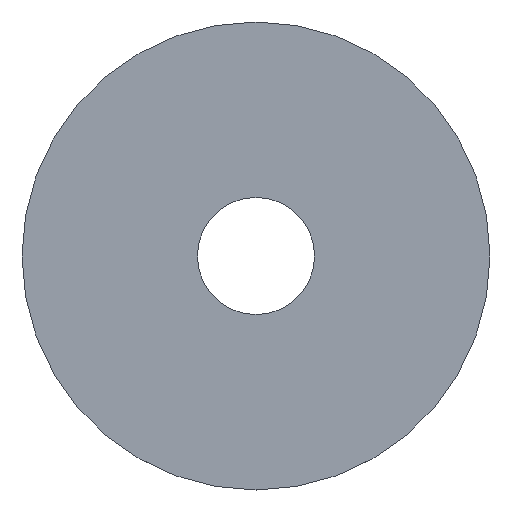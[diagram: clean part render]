
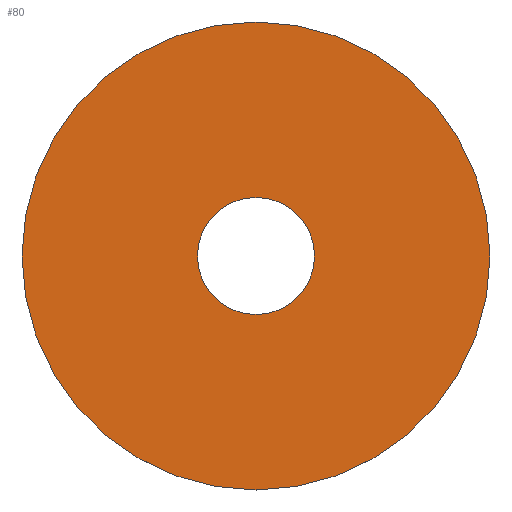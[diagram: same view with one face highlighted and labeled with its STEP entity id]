
A CAD part, top view. The second image highlights one B-rep face of the part: STEP entity #80.
In plain terms, the highlighted planar face has unit normal (0, 0, 1).
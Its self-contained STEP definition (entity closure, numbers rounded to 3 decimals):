
#8 = FACE_BOUND ( 'NONE', #47, .T. ) ;
#17 = DIRECTION ( 'NONE',  ( 0., -1., 0. ) ) ;
#19 = EDGE_LOOP ( 'NONE', ( #95 ) ) ;
#43 = CIRCLE ( 'NONE', #45, 2.5 ) ;
#45 = AXIS2_PLACEMENT_3D ( 'NONE', #168, #167, #51 ) ;
#47 = EDGE_LOOP ( 'NONE', ( #97 ) ) ;
#48 = VERTEX_POINT ( 'NONE', #123 ) ;
#49 = DIRECTION ( 'NONE',  ( 0., 1., 0. ) ) ;
#51 = DIRECTION ( 'NONE',  ( 0., 1., 0. ) ) ;
#58 = FACE_OUTER_BOUND ( 'NONE', #19, .T. ) ;
#77 = CARTESIAN_POINT ( 'NONE',  ( 0., 10., 0.2 ) ) ;
#80 = ADVANCED_FACE ( 'NONE', ( #8, #58 ), #109, .T. ) ;
#82 = CARTESIAN_POINT ( 'NONE',  ( 0., 2.5, 0.2 ) ) ;
#95 = ORIENTED_EDGE ( 'NONE', *, *, #166, .F. ) ;
#97 = ORIENTED_EDGE ( 'NONE', *, *, #160, .T. ) ;
#109 = PLANE ( 'NONE',  #152 ) ;
#115 = AXIS2_PLACEMENT_3D ( 'NONE', #157, #154, #49 ) ;
#123 = CARTESIAN_POINT ( 'NONE',  ( 0., 2.5, 0.2 ) ) ;
#125 = VERTEX_POINT ( 'NONE', #77 ) ;
#127 = CIRCLE ( 'NONE', #115, 10. ) ;
#133 = DIRECTION ( 'NONE',  ( 0., 0., 1. ) ) ;
#152 = AXIS2_PLACEMENT_3D ( 'NONE', #82, #133, #17 ) ;
#154 = DIRECTION ( 'NONE',  ( 0., 0., -1. ) ) ;
#157 = CARTESIAN_POINT ( 'NONE',  ( 0., 0., 0.2 ) ) ;
#160 = EDGE_CURVE ( 'NONE', #48, #48, #43, .T. ) ;
#166 = EDGE_CURVE ( 'NONE', #125, #125, #127, .T. ) ;
#167 = DIRECTION ( 'NONE',  ( 0., 0., -1. ) ) ;
#168 = CARTESIAN_POINT ( 'NONE',  ( 0., 0., 0.2 ) ) ;
